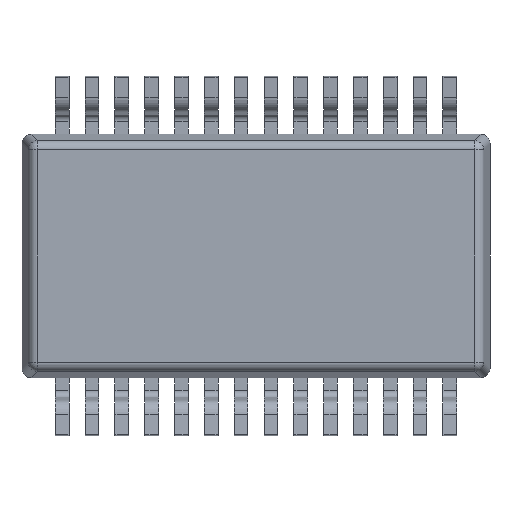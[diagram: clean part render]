
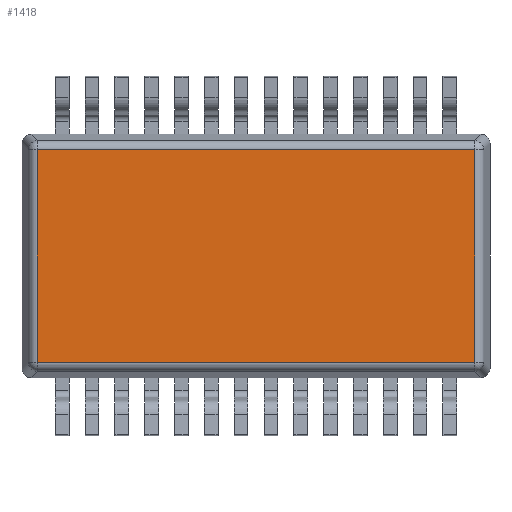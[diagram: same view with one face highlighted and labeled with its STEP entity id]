
A CAD part, front view. The second image highlights one B-rep face of the part: STEP entity #1418.
In plain terms, the highlighted planar face has unit normal (0, -1, 0).
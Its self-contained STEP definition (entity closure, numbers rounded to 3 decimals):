
#491=DIRECTION('',(1.,0.,0.));
#492=VECTOR('',#491,9.534);
#493=CARTESIAN_POINT('',(-4.767,-0.995,-2.317));
#494=LINE('',#493,#492);
#505=DIRECTION('',(0.,0.,-1.));
#506=VECTOR('',#505,4.634);
#507=CARTESIAN_POINT('',(-4.767,-0.995,2.317));
#508=LINE('',#507,#506);
#647=DIRECTION('',(-1.,0.,0.));
#648=VECTOR('',#647,9.534);
#649=CARTESIAN_POINT('',(4.767,-0.995,2.317));
#650=LINE('',#649,#648);
#699=DIRECTION('',(0.,0.,1.));
#700=VECTOR('',#699,4.634);
#701=CARTESIAN_POINT('',(4.767,-0.995,-2.317));
#702=LINE('',#701,#700);
#979=CARTESIAN_POINT('',(4.767,-0.995,2.317));
#980=CARTESIAN_POINT('',(-4.767,-0.995,2.317));
#981=VERTEX_POINT('',#979);
#982=VERTEX_POINT('',#980);
#999=CARTESIAN_POINT('',(4.767,-0.995,-2.317));
#1000=VERTEX_POINT('',#999);
#1003=CARTESIAN_POINT('',(-4.767,-0.995,-2.317));
#1004=VERTEX_POINT('',#1003);
#1404=CARTESIAN_POINT('',(-5.1,-0.995,-2.65));
#1405=DIRECTION('',(0.,-1.,0.));
#1406=DIRECTION('',(1.,0.,0.));
#1407=AXIS2_PLACEMENT_3D('',#1404,#1405,#1406);
#1408=PLANE('',#1407);
#1409=ORIENTED_EDGE('',*,*,#1395,.F.);
#1411=ORIENTED_EDGE('',*,*,#1410,.F.);
#1413=ORIENTED_EDGE('',*,*,#1412,.F.);
#1415=ORIENTED_EDGE('',*,*,#1414,.F.);
#1416=EDGE_LOOP('',(#1409,#1411,#1413,#1415));
#1417=FACE_OUTER_BOUND('',#1416,.F.);
#1418=ADVANCED_FACE('',(#1417),#1408,.T.);
#1395=EDGE_CURVE('',#1004,#1000,#494,.T.);
#1410=EDGE_CURVE('',#982,#1004,#508,.T.);
#1412=EDGE_CURVE('',#981,#982,#650,.T.);
#1414=EDGE_CURVE('',#1000,#981,#702,.T.);
